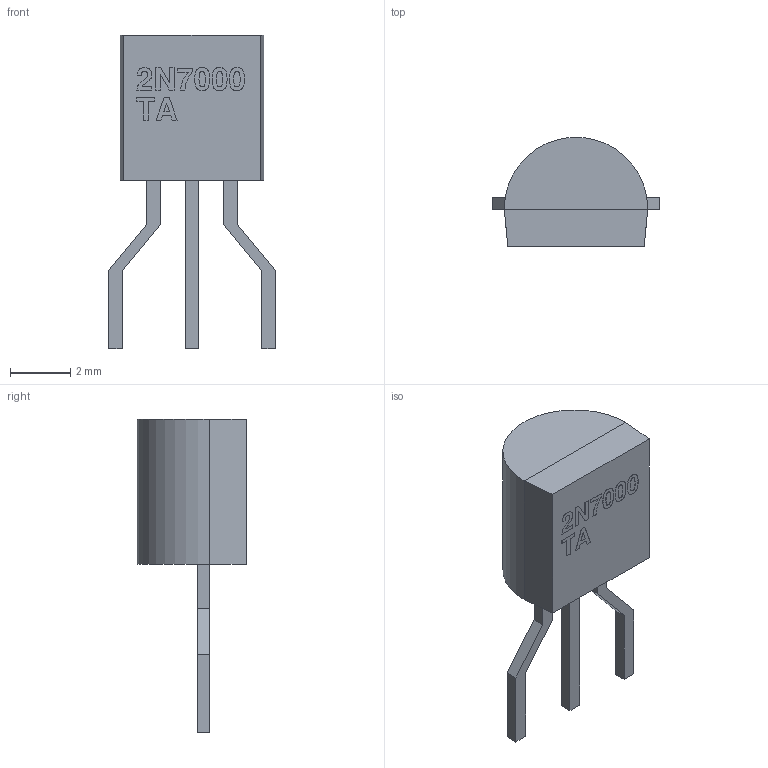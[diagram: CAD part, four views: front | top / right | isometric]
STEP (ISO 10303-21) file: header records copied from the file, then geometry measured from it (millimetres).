
FILE_DESCRIPTION(('FreeCAD Model'),'2;1');
FILE_NAME( 'ON_Semi_2N7000TA.step', '2019-07-21T01:51:18',('Author'),(''), 'Open CASCADE STEP processor 7.3','FreeCAD','Unknown');
FILE_SCHEMA(('AUTOMOTIVE_DESIGN { 1 0 10303 214 1 1 1 1 }'));
Length unit declared in the file: millimetre
Products named in the file (1): 2N7000TA
Bounding box: 5.54 x 3.62 x 10.41 mm (x, y, z)
Volume: 73.9 mm3; surface area: 129.3 mm2
Topology: 1 solids, 1 shells, 176 faces, 476 edges, 314 vertices
Faces by surface type: extrusion 94, plane 81, cylinder 1
Entity records: 6835 total; most frequent: CARTESIAN_POINT 1531, ORIENTED_EDGE 952, DIRECTION 550, EDGE_CURVE 476, VECTOR 380, VERTEX_POINT 314, LINE 286, B_SPLINE_CURVE_WITH_KNOTS 282
